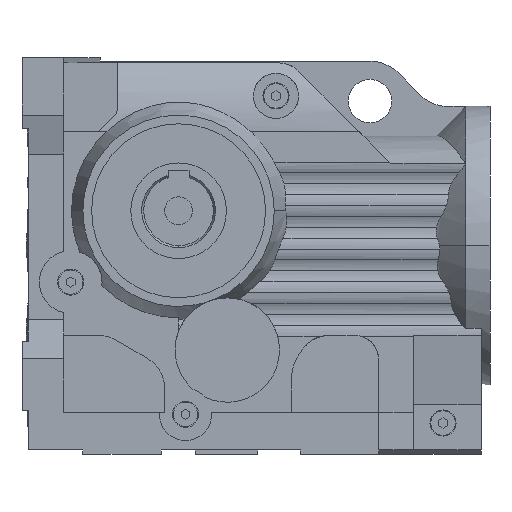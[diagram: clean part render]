
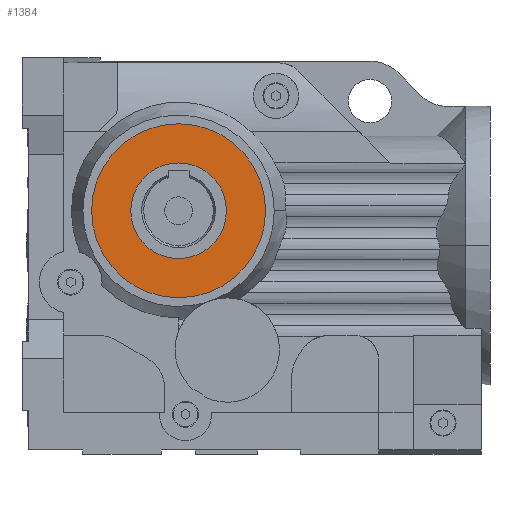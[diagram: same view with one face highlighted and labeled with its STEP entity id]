
A CAD part, front view. The second image highlights one B-rep face of the part: STEP entity #1384.
In plain terms, the highlighted planar face has unit normal (0, -1, 0).
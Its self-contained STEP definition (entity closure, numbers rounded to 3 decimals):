
#1384=ADVANCED_FACE('NONE',(#2969,#2970),#2971,.T.);
#2969=FACE_BOUND('',#4732,.T.);
#2970=FACE_OUTER_BOUND('',#4733,.T.);
#2971=PLANE('',#4734);
#4732=EDGE_LOOP('',(#9057,#9058,#9059));
#4733=EDGE_LOOP('',(#9060,#9061));
#4734=AXIS2_PLACEMENT_3D('',#9062,#9063,#9064);
#9057=ORIENTED_EDGE('',*,*,#10923,.T.);
#9058=ORIENTED_EDGE('',*,*,#10938,.T.);
#9059=ORIENTED_EDGE('',*,*,#10924,.T.);
#9060=ORIENTED_EDGE('',*,*,#10720,.F.);
#9061=ORIENTED_EDGE('',*,*,#12227,.F.);
#9062=CARTESIAN_POINT('',(0.0,-86.5,50.0));
#9063=DIRECTION('',(0.0,-1.0,0.0));
#9064=DIRECTION('',(1.0,0.0,0.0));
#10720=EDGE_CURVE('NONE',#12946,#12949,#12950,.T.);
#10923=EDGE_CURVE('',#13291,#13288,#13292,.T.);
#10924=EDGE_CURVE('',#13293,#13291,#13294,.T.);
#10938=EDGE_CURVE('',#13288,#13293,#13314,.T.);
#12227=EDGE_CURVE('NONE',#12949,#12946,#15215,.T.);
#12946=VERTEX_POINT('NONE',#16729);
#12949=VERTEX_POINT('',#16733);
#12950=CIRCLE('',#16734,50.0);
#13288=VERTEX_POINT('',#17847);
#13291=VERTEX_POINT('',#17851);
#13292=CIRCLE('',#17852,27.5);
#13293=VERTEX_POINT('',#17853);
#13294=CIRCLE('',#17854,27.5);
#13314=CIRCLE('',#17877,27.5);
#15215=CIRCLE('',#22021,50.0);
#16729=CARTESIAN_POINT('',(-50.0,-86.5,0.0));
#16733=CARTESIAN_POINT('',(50.0,-86.5,0.));
#16734=AXIS2_PLACEMENT_3D('',#22915,#22916,#22917);
#17847=CARTESIAN_POINT('',(0.,-86.5,-27.5));
#17851=CARTESIAN_POINT('',(27.5,-86.5,0.0));
#17852=AXIS2_PLACEMENT_3D('',#23110,#23111,#23112);
#17853=CARTESIAN_POINT('',(0.,-86.5,27.5));
#17854=AXIS2_PLACEMENT_3D('',#23113,#23114,#23115);
#17877=AXIS2_PLACEMENT_3D('',#23140,#23141,#23142);
#22021=AXIS2_PLACEMENT_3D('',#24363,#24364,#24365);
#22915=CARTESIAN_POINT('',(0.0,-86.5,0.0));
#22916=DIRECTION('',(0.0,1.0,0.0));
#22917=DIRECTION('',(-1.0,0.0,0.0));
#23110=CARTESIAN_POINT('',(0.0,-86.5,0.0));
#23111=DIRECTION('',(-0.0,1.0,0.0));
#23112=DIRECTION('',(1.0,0.0,0.0));
#23113=CARTESIAN_POINT('',(0.0,-86.5,0.0));
#23114=DIRECTION('',(-0.0,1.0,0.0));
#23115=DIRECTION('',(1.0,0.0,0.0));
#23140=CARTESIAN_POINT('',(0.0,-86.5,0.0));
#23141=DIRECTION('',(-0.0,1.0,0.0));
#23142=DIRECTION('',(1.0,0.0,0.0));
#24363=CARTESIAN_POINT('',(0.0,-86.5,0.0));
#24364=DIRECTION('',(0.0,1.0,0.0));
#24365=DIRECTION('',(-1.0,0.0,0.0));
